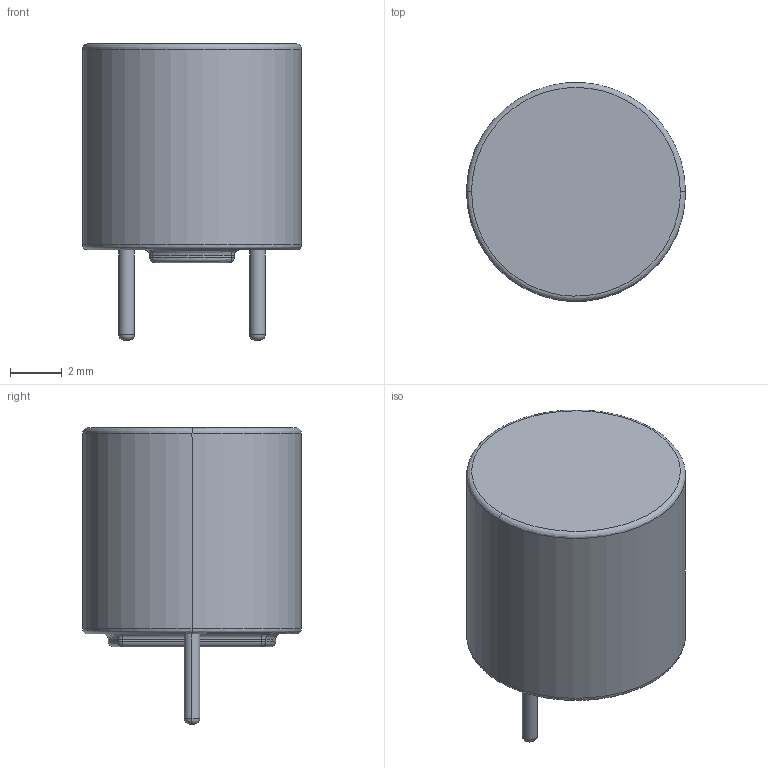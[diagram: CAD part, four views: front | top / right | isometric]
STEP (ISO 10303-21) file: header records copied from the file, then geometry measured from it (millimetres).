
FILE_DESCRIPTION(/* description */ (''),/* implementation_level */ '2;1');
FILE_NAME(/* name */ 'RA3ACE~1',/* time_stamp */ '2017-12-31T10:50:22+01:00',/* author */ (''),/* organization */ (''),/* preprocessor_version */ 'ST-DEVELOPER v14',/* originating_system */ '',/* authorisation */ '');
FILE_SCHEMA (('AUTOMOTIVE_DESIGN'));
Length unit declared in the file: millimetre
Products named in the file (1): Document
Bounding box: 8.5 x 8.49 x 11.5 mm (x, y, z)
Surface area: 428.6 mm2 (no closed solid volume)
Topology: 0 solids, 4 shells, 53 faces, 108 edges, 62 vertices
Faces by surface type: bspline 46, plane 7
Entity records: 2414 total; most frequent: CARTESIAN_POINT 1775, ORIENTED_EDGE 208, EDGE_CURVE 108, VERTEX_POINT 62, EDGE_LOOP 57, ADVANCED_FACE 53, FACE_OUTER_BOUND 53, DIRECTION 11
